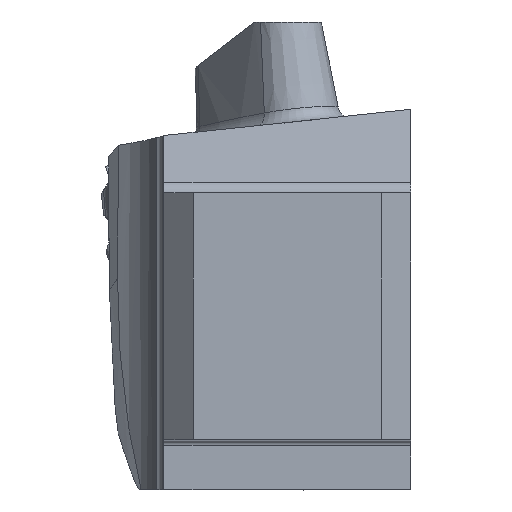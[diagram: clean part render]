
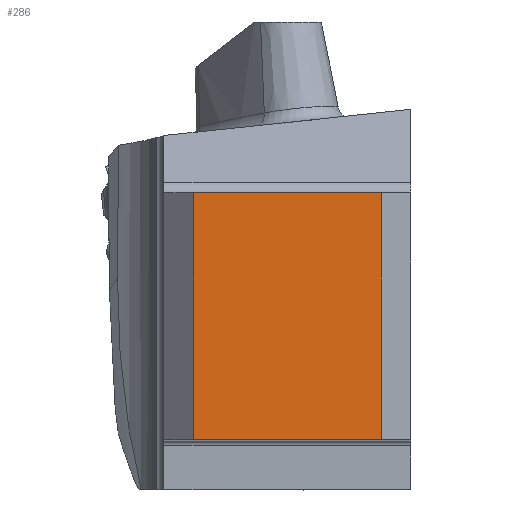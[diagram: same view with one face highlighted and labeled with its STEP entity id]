
A CAD part, top view. The second image highlights one B-rep face of the part: STEP entity #286.
In plain terms, the highlighted planar face has unit normal (0, 0, 1).
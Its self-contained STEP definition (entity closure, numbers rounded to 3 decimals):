
#286=ADVANCED_FACE('CU_BACK_SU1',(#551),#465,.F.);
#465=PLANE('',#3562);
#551=FACE_OUTER_BOUND('',#733,.T.);
#733=EDGE_LOOP('',(#1150,#1151,#1152,#1153));
#1150=ORIENTED_EDGE('',*,*,#2490,.F.);
#1151=ORIENTED_EDGE('',*,*,#2491,.T.);
#1152=ORIENTED_EDGE('',*,*,#2492,.T.);
#1153=ORIENTED_EDGE('',*,*,#2493,.T.);
#2155=VERTEX_POINT('',#4747);
#2156=VERTEX_POINT('',#4748);
#2157=VERTEX_POINT('',#4750);
#2158=VERTEX_POINT('',#4752);
#2490=EDGE_CURVE('',#2155,#2156,#2979,.T.);
#2491=EDGE_CURVE('',#2155,#2157,#2980,.T.);
#2492=EDGE_CURVE('',#2157,#2158,#2981,.T.);
#2493=EDGE_CURVE('',#2158,#2156,#2982,.T.);
#2979=LINE('',#4746,#3227);
#2980=LINE('',#4749,#3228);
#2981=LINE('',#4751,#3229);
#2982=LINE('',#4753,#3230);
#3227=VECTOR('',#3888,1.);
#3228=VECTOR('',#3889,1.);
#3229=VECTOR('',#3890,1.);
#3230=VECTOR('',#3891,1.);
#3562=AXIS2_PLACEMENT_3D('',#4754,#3892,#3893);
#3888=DIRECTION('',(0.,1.,0.));
#3889=DIRECTION('',(1.,0.,0.));
#3890=DIRECTION('',(0.,1.,0.));
#3891=DIRECTION('',(-1.,0.,0.));
#3892=DIRECTION('',(0.,0.,-1.));
#3893=DIRECTION('',(0.113,-0.994,0.));
#4746=CARTESIAN_POINT('',(-22.325,0.,0.));
#4747=CARTESIAN_POINT('',(-22.325,0.,0.));
#4748=CARTESIAN_POINT('',(-22.325,25.325,0.));
#4749=CARTESIAN_POINT('',(23.266,0.,0.));
#4750=CARTESIAN_POINT('',(-3.,0.,0.));
#4751=CARTESIAN_POINT('',(-3.,0.,0.));
#4752=CARTESIAN_POINT('',(-3.,25.325,0.));
#4753=CARTESIAN_POINT('',(23.266,25.325,0.));
#4754=CARTESIAN_POINT('',(23.266,45.325,0.));
